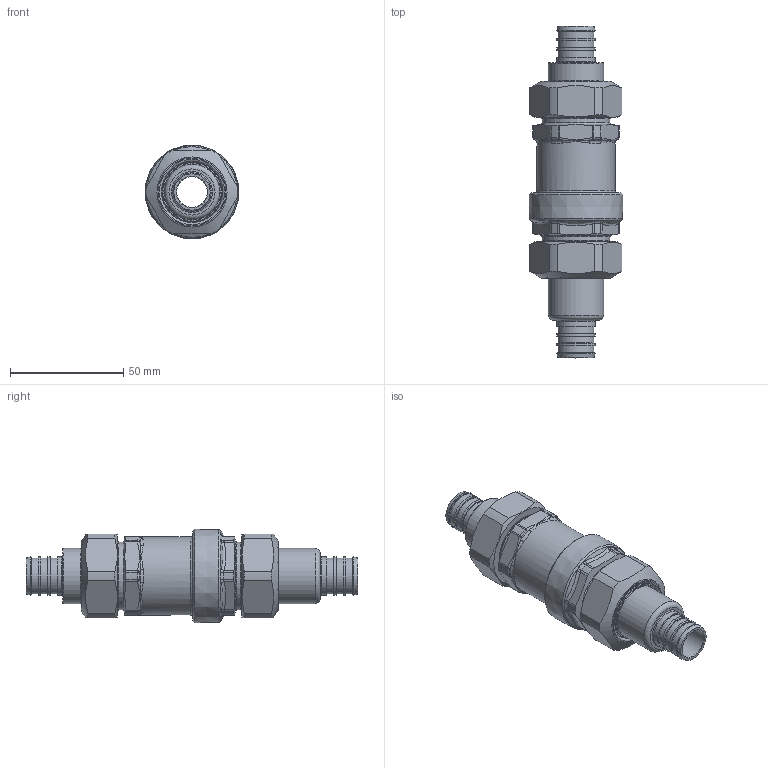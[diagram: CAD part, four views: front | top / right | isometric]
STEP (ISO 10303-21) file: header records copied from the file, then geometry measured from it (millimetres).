
FILE_DESCRIPTION(/* description */ (''),/* implementation_level */ '2;1');
FILE_NAME(/* name */ '127154AFC_Simplify_1.stp',/* time_stamp */ '2025-07-28T14:29:38-05:00',/* author */ ('ischreiner'),/* organization */ (''),/* preprocessor_version */ 'ST-DEVELOPER v20',/* originating_system */ 'Autodesk Inventor 2025',/* authorisation */ '');
FILE_SCHEMA (('AUTOMOTIVE_DESIGN { 1 0 10303 214 3 1 1 }'));
Length unit declared in the file: inch
Products named in the file (1): 127154AFC_Simplify_1
Bounding box: 41.38 x 146.59 x 41.38 mm (x, y, z)
Volume: 52454.5 mm3; surface area: 37199.2 mm2
Topology: 5 solids, 5 shells, 318 faces, 698 edges, 423 vertices
Faces by surface type: cylinder 81, torus 68, plane 67, cone 58, bspline 44
Full cylindrical faces by diameter (mm): 13.462 x2, 15.875 x6, 16.942 x8, 20.066 x1, 20.091 x2, 20.574 x1, 20.6 x1, 21 x2, 22 x1, 24.1 x2, 24.384 x1, 24.435 x1, 25 x2, 25.908 x1, 26.416 x1, 26.924 x2, 28.3 x2, 28.5 x1, 28.6 x1, 29.972 x2, 30 x4, 30.2 x1, 30.302 x2, 30.4 x1, 33.1 x2, 34.5 x1
Entity records: 11957 total; most frequent: CARTESIAN_POINT 4702, DIRECTION 1497, ORIENTED_EDGE 1396, EDGE_CURVE 698, AXIS2_PLACEMENT_3D 670, VERTEX_POINT 423, EDGE_LOOP 361, CIRCLE 347
